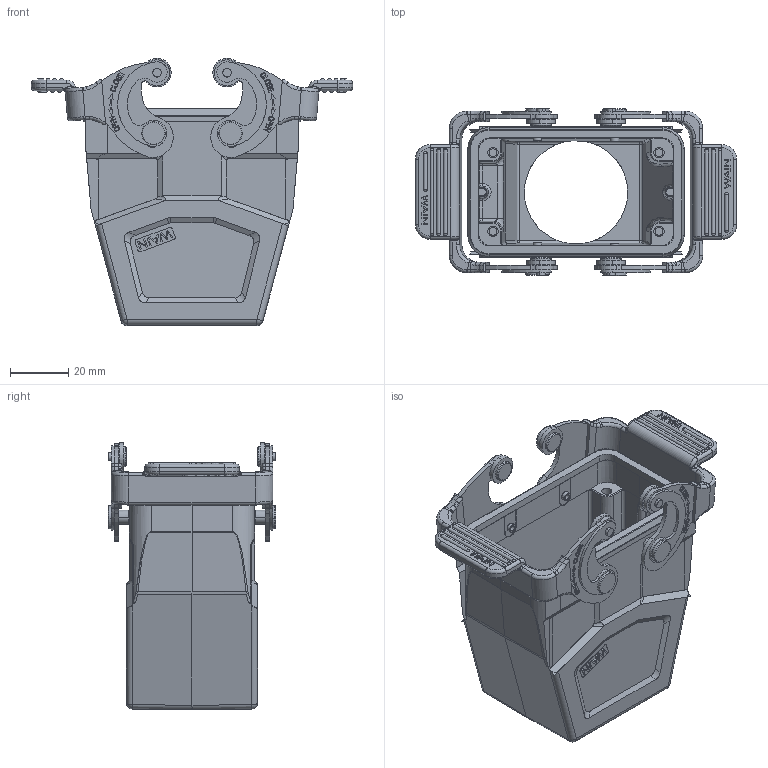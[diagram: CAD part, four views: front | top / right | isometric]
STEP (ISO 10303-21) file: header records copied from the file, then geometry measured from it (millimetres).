
FILE_DESCRIPTION((''),'2;1');
FILE_NAME('W10B-BEH','2017-10-11T',('sy.ji'),(''),'PRO/ENGINEER BY PARAMETRIC TECHNOLOGY CORPORATION, 2014310','PRO/ENGINEER BY PARAMETRIC TECHNOLOGY CORPORATION, 2014310','');
FILE_SCHEMA(('CONFIG_CONTROL_DESIGN'));
Products named in the file (1): W10B-BEH
Bounding box: 110.3 x 57.5 x 91.71 mm (x, y, z)
Volume: 77144.2 mm3; surface area: 52496.8 mm2
Topology: 1 solids, 4 shells, 1792 faces, 4816 edges, 3164 vertices
Faces by surface type: plane 892, cylinder 416, extrusion 182, bspline 123, torus 69, cone 60, sphere 50
Entity records: 72412 total; most frequent: CARTESIAN_POINT 20822, ORIENTED_EDGE 9529, DIRECTION 8234, EDGE_CURVE 4788, VERTEX_POINT 3164, VECTOR 2928, LINE 2746, AXIS2_PLACEMENT_3D 2653
